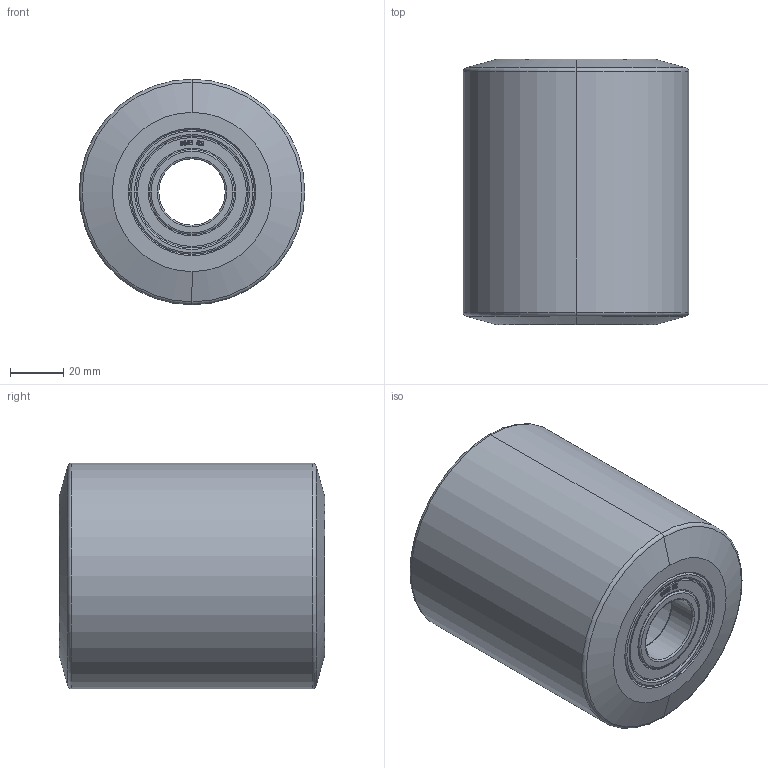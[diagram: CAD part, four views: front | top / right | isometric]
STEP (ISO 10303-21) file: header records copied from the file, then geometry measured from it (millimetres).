
FILE_DESCRIPTION(('STEP AP214'),'1');
FILE_NAME('BZH85100WPTBJM25.STEP','2022-05-06T14:29:48',(' '),(' '),'Spatial InterOp 3D',' ',' ');
FILE_SCHEMA(('AUTOMOTIVE_DESIGN { 1 0 10303 214 1 1 1 1 }'));
Length unit declared in the file: metre
Products named in the file (15): BZH85100WPTBJ; POLYURETHANE TYRE; STEEL RIM; BZH85100WPTBJM25; BEARING 6005; OUTTER; INNER; BALL BEARINGS; Component4; MIDDLE; RUBBER; BEARING6005
Assembly tree (37 placements, depth 5):
  BZH85100WPTBJM25
    BZH85100WPTBJ
      POLYURETHANE TYRE
      STEEL RIM
    BEARING6005
      BEARING 6005
        OUTTER
        INNER
        BALL BEARINGS
          Component4  x10
        MIDDLE
        RUBBER
    BEARING6005
      BEARING 6005
        OUTTER
        INNER
        BALL BEARINGS
          Component4  x10
        MIDDLE
        RUBBER
Bounding box: 85 x 100 x 85 mm (x, y, z)
Volume: 412443.9 mm3; surface area: 114107.3 mm2
Topology: 32 solids, 32 shells, 974 faces, 2720 edges, 1700 vertices
Faces by surface type: extrusion 352, plane 288, sphere 150, cylinder 140, torus 36, cone 8
Entity records: 17681 total; most frequent: CARTESIAN_POINT 5615, ORIENTED_EDGE 2492, DIRECTION 2124, EDGE_CURVE 1246, VERTEX_POINT 846, AXIS2_PLACEMENT_3D 767, VECTOR 590, B_SPLINE_CURVE_WITH_KNOTS 588
